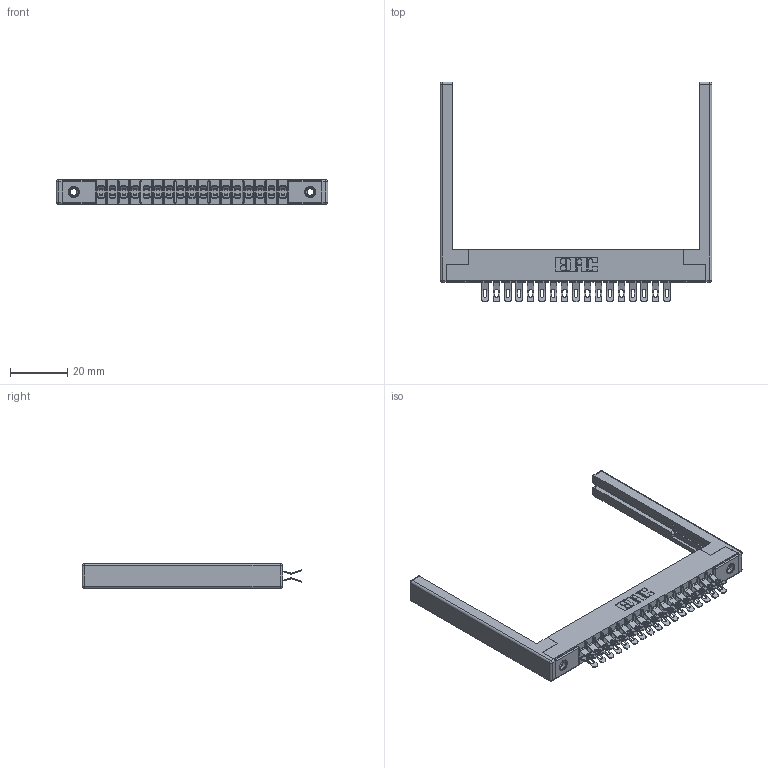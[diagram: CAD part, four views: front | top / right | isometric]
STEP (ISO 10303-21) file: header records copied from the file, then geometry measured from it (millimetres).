
FILE_DESCRIPTION (( 'STEP AP203' ), '1' );
FILE_NAME ('305-034-555-568.STEP', '2019-09-09T17:22:26', ( '' ), ( '' ), 'SwSTEP 2.0', 'SolidWorks 2016', '' );
FILE_SCHEMA (( 'CONFIG_CONTROL_DESIGN' ));
Length unit declared in the file: inch
Products named in the file (5): 305 Part_.156 Dia; 307-220-068; 305-290-001_555; 305-034-555-568; 345-250-001_345-250-001-102
Assembly tree (39 placements, depth 2):
  305-034-555-568
    305 Part_.156 Dia
    305-290-001_555  x34
    345-250-001_345-250-001-102  x2
    307-220-068  x2
Bounding box: 94.79 x 76.71 x 8.71 mm (x, y, z)
Volume: 10386.3 mm3; surface area: 15829 mm2
Topology: 39 solids, 39 shells, 2514 faces, 7421 edges, 4834 vertices
Faces by surface type: plane 1244, cylinder 1178, sphere 76, cone 12, torus 4
Entity records: 24833 total; most frequent: CARTESIAN_POINT 4100, ORIENTED_EDGE 4048, DIRECTION 4000, EDGE_CURVE 2024, VECTOR 1580, LINE 1580, VERTEX_POINT 1294, AXIS2_PLACEMENT_3D 1210
